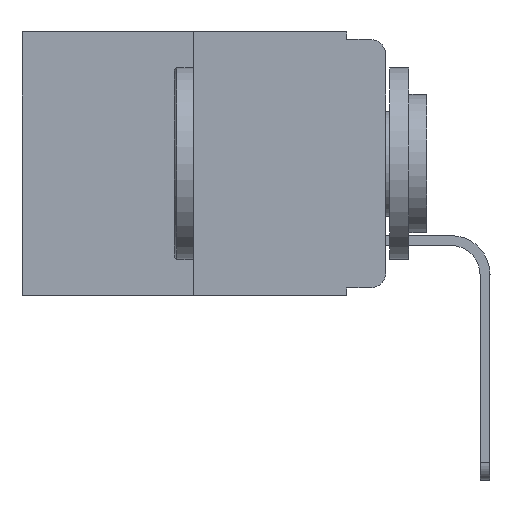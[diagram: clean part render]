
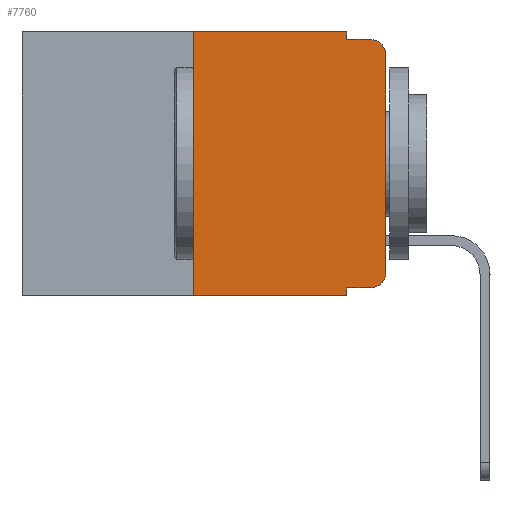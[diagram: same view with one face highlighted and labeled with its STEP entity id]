
A CAD part, left-side view. The second image highlights one B-rep face of the part: STEP entity #7760.
In plain terms, the highlighted planar face has unit normal (-1, 0, 0).
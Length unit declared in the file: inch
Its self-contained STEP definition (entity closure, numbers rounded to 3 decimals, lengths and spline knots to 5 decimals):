
#1 = FACE_OUTER_BOUND ( 'NONE', #277, .T. ) ;
#228 = CARTESIAN_POINT ( 'NONE',  ( 0., 0.473, 0. ) ) ;
#260 = ORIENTED_EDGE ( 'NONE', *, *, #3225, .F. ) ;
#277 = EDGE_LOOP ( 'NONE', ( #2439, #7957, #4061, #10598, #1656, #260, #1272, #4288, #3880, #1604 ) ) ;
#561 = DIRECTION ( 'NONE',  ( -1., 0., 0. ) ) ;
#597 = DIRECTION ( 'NONE',  ( 0., 0., -1. ) ) ;
#664 = CARTESIAN_POINT ( 'NONE',  ( 0., 0.02, -0.01 ) ) ;
#847 = EDGE_CURVE ( 'NONE', #1740, #3912, #3860, .T. ) ;
#856 = CARTESIAN_POINT ( 'NONE',  ( 0., 0., -0.313 ) ) ;
#885 = CARTESIAN_POINT ( 'NONE',  ( 0., 0., -0.03 ) ) ;
#1131 = VERTEX_POINT ( 'NONE', #9407 ) ;
#1249 = CARTESIAN_POINT ( 'NONE',  ( 0., 0.051, 0. ) ) ;
#1272 = ORIENTED_EDGE ( 'NONE', *, *, #3780, .T. ) ;
#1604 = ORIENTED_EDGE ( 'NONE', *, *, #3869, .T. ) ;
#1606 = VECTOR ( 'NONE', #5536, 39.37008 ) ;
#1656 = ORIENTED_EDGE ( 'NONE', *, *, #6022, .F. ) ;
#1733 = CARTESIAN_POINT ( 'NONE',  ( 0., 0.051, 0. ) ) ;
#1740 = VERTEX_POINT ( 'NONE', #856 ) ;
#1775 = LINE ( 'NONE', #228, #4427 ) ;
#2004 = CIRCLE ( 'NONE', #7220, 0.02 ) ;
#2284 = LINE ( 'NONE', #4208, #8055 ) ;
#2356 = DIRECTION ( 'NONE',  ( 0., -1., 0. ) ) ;
#2390 = CARTESIAN_POINT ( 'NONE',  ( 0., 0.473, -0.343 ) ) ;
#2401 = CIRCLE ( 'NONE', #10406, 0.02 ) ;
#2439 = ORIENTED_EDGE ( 'NONE', *, *, #847, .T. ) ;
#2502 = EDGE_CURVE ( 'NONE', #4762, #5146, #10429, .T. ) ;
#2616 = AXIS2_PLACEMENT_3D ( 'NONE', #8308, #3528, #10127 ) ;
#2731 = EDGE_CURVE ( 'NONE', #9093, #9439, #2284, .T. ) ;
#3018 = DIRECTION ( 'NONE',  ( 0., -1., 0. ) ) ;
#3082 = EDGE_CURVE ( 'NONE', #6097, #9093, #6702, .T. ) ;
#3157 = LINE ( 'NONE', #2390, #7590 ) ;
#3225 = EDGE_CURVE ( 'NONE', #7288, #1131, #9815, .T. ) ;
#3528 = DIRECTION ( 'NONE',  ( 1., 0., 0. ) ) ;
#3680 = CARTESIAN_POINT ( 'NONE',  ( 0., 0.25, -0.343 ) ) ;
#3780 = EDGE_CURVE ( 'NONE', #7288, #5216, #3157, .T. ) ;
#3860 = LINE ( 'NONE', #7993, #8877 ) ;
#3869 = EDGE_CURVE ( 'NONE', #5146, #1740, #2401, .T. ) ;
#3880 = ORIENTED_EDGE ( 'NONE', *, *, #2502, .T. ) ;
#3912 = VERTEX_POINT ( 'NONE', #885 ) ;
#4061 = ORIENTED_EDGE ( 'NONE', *, *, #2731, .F. ) ;
#4155 = DIRECTION ( 'NONE',  ( 0., 0., 1. ) ) ;
#4208 = CARTESIAN_POINT ( 'NONE',  ( 0., 0.051, -0.01 ) ) ;
#4276 = CARTESIAN_POINT ( 'NONE',  ( 0., 0.02, -0.03 ) ) ;
#4288 = ORIENTED_EDGE ( 'NONE', *, *, #9451, .F. ) ;
#4427 = VECTOR ( 'NONE', #3018, 39.37008 ) ;
#4762 = VERTEX_POINT ( 'NONE', #7700 ) ;
#5146 = VERTEX_POINT ( 'NONE', #5351 ) ;
#5216 = VERTEX_POINT ( 'NONE', #12131 ) ;
#5298 = DIRECTION ( 'NONE',  ( 0., 0., -1. ) ) ;
#5351 = CARTESIAN_POINT ( 'NONE',  ( 0., 0.02, -0.333 ) ) ;
#5536 = DIRECTION ( 'NONE',  ( 0., 0., -1. ) ) ;
#5555 = VECTOR ( 'NONE', #6760, 39.37008 ) ;
#6022 = EDGE_CURVE ( 'NONE', #1131, #6097, #1775, .T. ) ;
#6097 = VERTEX_POINT ( 'NONE', #6794 ) ;
#6146 = CARTESIAN_POINT ( 'NONE',  ( 0., 0.02, -0.313 ) ) ;
#6702 = LINE ( 'NONE', #1249, #5555 ) ;
#6760 = DIRECTION ( 'NONE',  ( 0., 0., -1. ) ) ;
#6794 = CARTESIAN_POINT ( 'NONE',  ( 0., 0.051, 0. ) ) ;
#6959 = DIRECTION ( 'NONE',  ( 0., 0., 1. ) ) ;
#7220 = AXIS2_PLACEMENT_3D ( 'NONE', #4276, #10886, #597 ) ;
#7225 = DIRECTION ( 'NONE',  ( 0., -1., 0. ) ) ;
#7288 = VERTEX_POINT ( 'NONE', #3680 ) ;
#7590 = VECTOR ( 'NONE', #7225, 39.37008 ) ;
#7700 = CARTESIAN_POINT ( 'NONE',  ( 0., 0.051, -0.333 ) ) ;
#7760 = ADVANCED_FACE ( 'NONE', ( #1 ), #9173, .F. ) ;
#7764 = VECTOR ( 'NONE', #7898, 39.37008 ) ;
#7898 = DIRECTION ( 'NONE',  ( 0., -1., 0. ) ) ;
#7957 = ORIENTED_EDGE ( 'NONE', *, *, #11094, .T. ) ;
#7993 = CARTESIAN_POINT ( 'NONE',  ( 0., 0., 0. ) ) ;
#8055 = VECTOR ( 'NONE', #2356, 39.37008 ) ;
#8308 = CARTESIAN_POINT ( 'NONE',  ( 0., 0.473, 0. ) ) ;
#8548 = LINE ( 'NONE', #1733, #1606 ) ;
#8877 = VECTOR ( 'NONE', #6959, 39.37008 ) ;
#9093 = VERTEX_POINT ( 'NONE', #10569 ) ;
#9173 = PLANE ( 'NONE',  #2616 ) ;
#9407 = CARTESIAN_POINT ( 'NONE',  ( 0., 0.25, 0. ) ) ;
#9439 = VERTEX_POINT ( 'NONE', #664 ) ;
#9451 = EDGE_CURVE ( 'NONE', #4762, #5216, #8548, .T. ) ;
#9725 = CARTESIAN_POINT ( 'NONE',  ( 0., 0.051, -0.333 ) ) ;
#9746 = CARTESIAN_POINT ( 'NONE',  ( 0., 0.25, 0. ) ) ;
#9815 = LINE ( 'NONE', #9746, #12188 ) ;
#10127 = DIRECTION ( 'NONE',  ( 0., 0., -1. ) ) ;
#10406 = AXIS2_PLACEMENT_3D ( 'NONE', #6146, #561, #5298 ) ;
#10429 = LINE ( 'NONE', #9725, #7764 ) ;
#10569 = CARTESIAN_POINT ( 'NONE',  ( 0., 0.051, -0.01 ) ) ;
#10598 = ORIENTED_EDGE ( 'NONE', *, *, #3082, .F. ) ;
#10886 = DIRECTION ( 'NONE',  ( -1., 0., 0. ) ) ;
#11094 = EDGE_CURVE ( 'NONE', #3912, #9439, #2004, .T. ) ;
#12131 = CARTESIAN_POINT ( 'NONE',  ( 0., 0.051, -0.343 ) ) ;
#12188 = VECTOR ( 'NONE', #4155, 39.37008 ) ;
